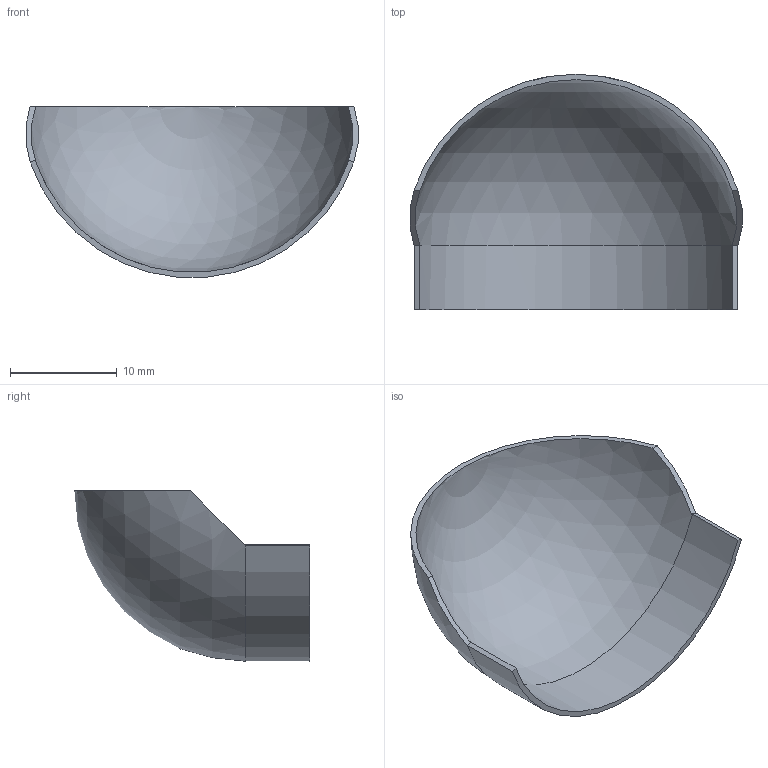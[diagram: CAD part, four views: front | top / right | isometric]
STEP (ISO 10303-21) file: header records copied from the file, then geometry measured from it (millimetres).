
FILE_DESCRIPTION (( 'STEP AP214' ), '1' );
FILE_NAME ('Eyelid.STEP', '2025-09-29T07:40:59', ( 'Windows User' ), ( '' ), 'SwSTEP 2.0', 'SolidWorks 2023', '' );
FILE_SCHEMA (( 'AUTOMOTIVE_DESIGN' ));
Length unit declared in the file: millimetre
Products named in the file (1): Eyelid
Bounding box: 31.06 x 22 x 15.95 mm (x, y, z)
Volume: 493.5 mm3; surface area: 2027.1 mm2
Topology: 1 solids, 1 shells, 12 faces, 28 edges, 16 vertices
Faces by surface type: plane 8, sphere 2, cylinder 2
Entity records: 467 total; most frequent: DIRECTION 62, CARTESIAN_POINT 51, ORIENTED_EDGE 48, AXIS2_PLACEMENT_3D 25, EDGE_CURVE 24, VERTEX_POINT 14, UNCERTAINTY_MEASURE_WITH_UNIT 14, SURFACE_SIDE_STYLE 13
